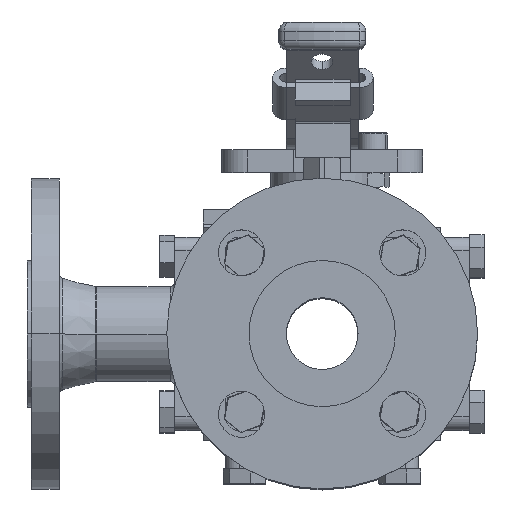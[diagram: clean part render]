
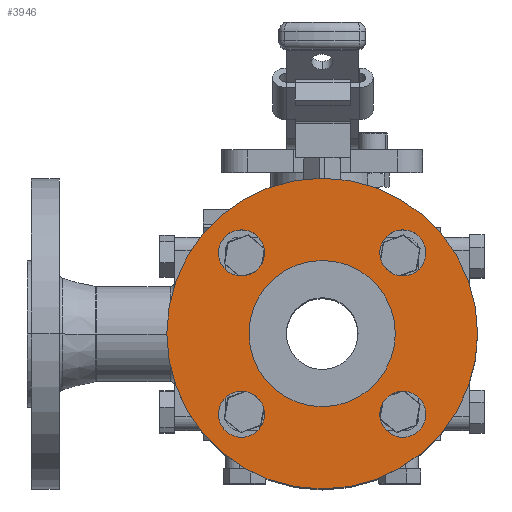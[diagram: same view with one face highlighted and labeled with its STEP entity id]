
A CAD part, top view. The second image highlights one B-rep face of the part: STEP entity #3946.
In plain terms, the highlighted planar face has unit normal (0, 0, 1).
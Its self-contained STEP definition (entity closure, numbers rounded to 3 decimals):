
#15 = DIRECTION ( 'NONE',  ( 0., 0., 1. ) ) ;
#89 = CARTESIAN_POINT ( 'NONE',  ( -28.018, -28.018, 100.965 ) ) ;
#342 = EDGE_CURVE ( 'NONE', #3500, #2759, #2066, .T. ) ;
#364 = AXIS2_PLACEMENT_3D ( 'NONE', #89, #22186, #9233 ) ;
#367 = AXIS2_PLACEMENT_3D ( 'NONE', #10740, #15, #8334 ) ;
#445 = DIRECTION ( 'NONE',  ( 1., 0., 0. ) ) ;
#1310 = CARTESIAN_POINT ( 'NONE',  ( 0., 0., 100.965 ) ) ;
#1903 = EDGE_LOOP ( 'NONE', ( #25308, #19014 ) ) ;
#1996 = CIRCLE ( 'NONE', #7453, 25.4 ) ;
#2066 = CIRCLE ( 'NONE', #12979, 25.4 ) ;
#2110 = CARTESIAN_POINT ( 'NONE',  ( 0., 0., 100.965 ) ) ;
#2717 = ORIENTED_EDGE ( 'NONE', *, *, #17156, .F. ) ;
#2759 = VERTEX_POINT ( 'NONE', #26942 ) ;
#2836 = CIRCLE ( 'NONE', #5090, 8.001 ) ;
#3129 = DIRECTION ( 'NONE',  ( 1., 0., 0. ) ) ;
#3206 = EDGE_CURVE ( 'NONE', #11827, #6932, #2836, .T. ) ;
#3328 = ORIENTED_EDGE ( 'NONE', *, *, #15198, .T. ) ;
#3348 = CIRCLE ( 'NONE', #22416, 53.975 ) ;
#3500 = VERTEX_POINT ( 'NONE', #17429 ) ;
#3946 = ADVANCED_FACE ( 'NONE', ( #19210, #25880, #16672, #25339, #6371, #14515 ), #23190, .T. ) ;
#4022 = CIRCLE ( 'NONE', #364, 8.001 ) ;
#4636 = DIRECTION ( 'NONE',  ( 1., 0., 0. ) ) ;
#5090 = AXIS2_PLACEMENT_3D ( 'NONE', #6760, #15752, #4636 ) ;
#6213 = VERTEX_POINT ( 'NONE', #25808 ) ;
#6219 = CARTESIAN_POINT ( 'NONE',  ( -20.017, -28.018, 100.965 ) ) ;
#6341 = VERTEX_POINT ( 'NONE', #17715 ) ;
#6371 = FACE_BOUND ( 'NONE', #13236, .T. ) ;
#6436 = DIRECTION ( 'NONE',  ( 0., 1., 0. ) ) ;
#6760 = CARTESIAN_POINT ( 'NONE',  ( 28.018, 28.018, 100.965 ) ) ;
#6932 = VERTEX_POINT ( 'NONE', #14804 ) ;
#7165 = CARTESIAN_POINT ( 'NONE',  ( 0., 0., 100.965 ) ) ;
#7285 = DIRECTION ( 'NONE',  ( 1., 0., 0. ) ) ;
#7438 = CARTESIAN_POINT ( 'NONE',  ( -36.019, 28.018, 100.965 ) ) ;
#7453 = AXIS2_PLACEMENT_3D ( 'NONE', #7165, #26529, #445 ) ;
#8334 = DIRECTION ( 'NONE',  ( 0., 1., 0. ) ) ;
#8371 = ORIENTED_EDGE ( 'NONE', *, *, #28111, .F. ) ;
#8773 = CIRCLE ( 'NONE', #15563, 53.975 ) ;
#8874 = VERTEX_POINT ( 'NONE', #7438 ) ;
#9041 = AXIS2_PLACEMENT_3D ( 'NONE', #21543, #23673, #6436 ) ;
#9071 = DIRECTION ( 'NONE',  ( 0., -1., 0. ) ) ;
#9233 = DIRECTION ( 'NONE',  ( -1., 0., 0. ) ) ;
#9387 = DIRECTION ( 'NONE',  ( 0., 0., 1. ) ) ;
#10480 = ORIENTED_EDGE ( 'NONE', *, *, #24938, .F. ) ;
#10648 = AXIS2_PLACEMENT_3D ( 'NONE', #11873, #16014, #16314 ) ;
#10740 = CARTESIAN_POINT ( 'NONE',  ( -28.018, 28.018, 100.965 ) ) ;
#11213 = CARTESIAN_POINT ( 'NONE',  ( 28.018, -28.018, 100.965 ) ) ;
#11318 = CARTESIAN_POINT ( 'NONE',  ( 53.975, 0., 100.965 ) ) ;
#11372 = EDGE_CURVE ( 'NONE', #6932, #11827, #24761, .T. ) ;
#11827 = VERTEX_POINT ( 'NONE', #27321 ) ;
#11873 = CARTESIAN_POINT ( 'NONE',  ( -28.018, -28.018, 100.965 ) ) ;
#11926 = VERTEX_POINT ( 'NONE', #6219 ) ;
#12290 = ORIENTED_EDGE ( 'NONE', *, *, #23036, .F. ) ;
#12331 = DIRECTION ( 'NONE',  ( 0., 0., 1. ) ) ;
#12388 = EDGE_CURVE ( 'NONE', #6341, #18123, #3348, .T. ) ;
#12664 = CIRCLE ( 'NONE', #367, 8.001 ) ;
#12699 = CARTESIAN_POINT ( 'NONE',  ( -20.017, 28.018, 100.965 ) ) ;
#12789 = DIRECTION ( 'NONE',  ( 0., 0., 1. ) ) ;
#12979 = AXIS2_PLACEMENT_3D ( 'NONE', #1310, #27256, #24952 ) ;
#13202 = ORIENTED_EDGE ( 'NONE', *, *, #22894, .F. ) ;
#13236 = EDGE_LOOP ( 'NONE', ( #14883, #10480 ) ) ;
#13579 = EDGE_LOOP ( 'NONE', ( #12290, #13202 ) ) ;
#14515 = FACE_OUTER_BOUND ( 'NONE', #17995, .T. ) ;
#14804 = CARTESIAN_POINT ( 'NONE',  ( 20.017, 28.018, 100.965 ) ) ;
#14883 = ORIENTED_EDGE ( 'NONE', *, *, #342, .F. ) ;
#14957 = ORIENTED_EDGE ( 'NONE', *, *, #12388, .T. ) ;
#15112 = AXIS2_PLACEMENT_3D ( 'NONE', #26590, #20597, #18337 ) ;
#15198 = EDGE_CURVE ( 'NONE', #18123, #6341, #8773, .T. ) ;
#15229 = CARTESIAN_POINT ( 'NONE',  ( 0., 0., 100.965 ) ) ;
#15398 = ORIENTED_EDGE ( 'NONE', *, *, #26477, .F. ) ;
#15470 = ORIENTED_EDGE ( 'NONE', *, *, #26518, .F. ) ;
#15534 = EDGE_LOOP ( 'NONE', ( #2717, #8371 ) ) ;
#15563 = AXIS2_PLACEMENT_3D ( 'NONE', #2110, #12331, #25740 ) ;
#15752 = DIRECTION ( 'NONE',  ( 0., 0., 1. ) ) ;
#16014 = DIRECTION ( 'NONE',  ( 0., 0., 1. ) ) ;
#16032 = CIRCLE ( 'NONE', #17852, 8.001 ) ;
#16314 = DIRECTION ( 'NONE',  ( -1., 0., 0. ) ) ;
#16672 = FACE_BOUND ( 'NONE', #24967, .T. ) ;
#17156 = EDGE_CURVE ( 'NONE', #11926, #6213, #4022, .T. ) ;
#17429 = CARTESIAN_POINT ( 'NONE',  ( -25.4, 0., 100.965 ) ) ;
#17690 = CIRCLE ( 'NONE', #9041, 8.001 ) ;
#17715 = CARTESIAN_POINT ( 'NONE',  ( -53.975, 0., 100.965 ) ) ;
#17852 = AXIS2_PLACEMENT_3D ( 'NONE', #11213, #19900, #9071 ) ;
#17995 = EDGE_LOOP ( 'NONE', ( #14957, #3328 ) ) ;
#18123 = VERTEX_POINT ( 'NONE', #11318 ) ;
#18337 = DIRECTION ( 'NONE',  ( 0., -1., 0. ) ) ;
#19014 = ORIENTED_EDGE ( 'NONE', *, *, #11372, .F. ) ;
#19210 = FACE_BOUND ( 'NONE', #13579, .T. ) ;
#19641 = VERTEX_POINT ( 'NONE', #22188 ) ;
#19900 = DIRECTION ( 'NONE',  ( 0., 0., 1. ) ) ;
#20222 = AXIS2_PLACEMENT_3D ( 'NONE', #23741, #12789, #23610 ) ;
#20597 = DIRECTION ( 'NONE',  ( 0., 0., 1. ) ) ;
#20661 = CIRCLE ( 'NONE', #10648, 8.001 ) ;
#21024 = CARTESIAN_POINT ( 'NONE',  ( 36.019, -28.018, 100.965 ) ) ;
#21543 = CARTESIAN_POINT ( 'NONE',  ( -28.018, 28.018, 100.965 ) ) ;
#22186 = DIRECTION ( 'NONE',  ( 0., 0., 1. ) ) ;
#22188 = CARTESIAN_POINT ( 'NONE',  ( 20.017, -28.018, 100.965 ) ) ;
#22347 = DIRECTION ( 'NONE',  ( 0., 0., 1. ) ) ;
#22416 = AXIS2_PLACEMENT_3D ( 'NONE', #15229, #9387, #3129 ) ;
#22894 = EDGE_CURVE ( 'NONE', #19641, #28055, #16032, .T. ) ;
#23036 = EDGE_CURVE ( 'NONE', #28055, #19641, #25108, .T. ) ;
#23190 = PLANE ( 'NONE',  #20222 ) ;
#23610 = DIRECTION ( 'NONE',  ( 1., 0., 0. ) ) ;
#23673 = DIRECTION ( 'NONE',  ( 0., 0., 1. ) ) ;
#23741 = CARTESIAN_POINT ( 'NONE',  ( 0., 0., 100.965 ) ) ;
#24761 = CIRCLE ( 'NONE', #26146, 8.001 ) ;
#24938 = EDGE_CURVE ( 'NONE', #2759, #3500, #1996, .T. ) ;
#24952 = DIRECTION ( 'NONE',  ( 1., 0., 0. ) ) ;
#24967 = EDGE_LOOP ( 'NONE', ( #15398, #15470 ) ) ;
#25108 = CIRCLE ( 'NONE', #15112, 8.001 ) ;
#25308 = ORIENTED_EDGE ( 'NONE', *, *, #3206, .F. ) ;
#25339 = FACE_BOUND ( 'NONE', #1903, .T. ) ;
#25740 = DIRECTION ( 'NONE',  ( 1., 0., 0. ) ) ;
#25808 = CARTESIAN_POINT ( 'NONE',  ( -36.019, -28.018, 100.965 ) ) ;
#25834 = VERTEX_POINT ( 'NONE', #12699 ) ;
#25880 = FACE_BOUND ( 'NONE', #15534, .T. ) ;
#26146 = AXIS2_PLACEMENT_3D ( 'NONE', #26665, #22347, #7285 ) ;
#26477 = EDGE_CURVE ( 'NONE', #25834, #8874, #17690, .T. ) ;
#26518 = EDGE_CURVE ( 'NONE', #8874, #25834, #12664, .T. ) ;
#26529 = DIRECTION ( 'NONE',  ( 0., 0., 1. ) ) ;
#26590 = CARTESIAN_POINT ( 'NONE',  ( 28.018, -28.018, 100.965 ) ) ;
#26665 = CARTESIAN_POINT ( 'NONE',  ( 28.018, 28.018, 100.965 ) ) ;
#26942 = CARTESIAN_POINT ( 'NONE',  ( 25.4, 0., 100.965 ) ) ;
#27256 = DIRECTION ( 'NONE',  ( 0., 0., 1. ) ) ;
#27321 = CARTESIAN_POINT ( 'NONE',  ( 36.019, 28.018, 100.965 ) ) ;
#28055 = VERTEX_POINT ( 'NONE', #21024 ) ;
#28111 = EDGE_CURVE ( 'NONE', #6213, #11926, #20661, .T. ) ;
